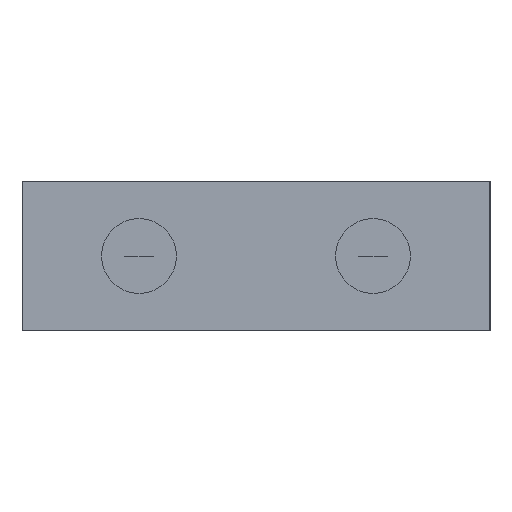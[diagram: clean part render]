
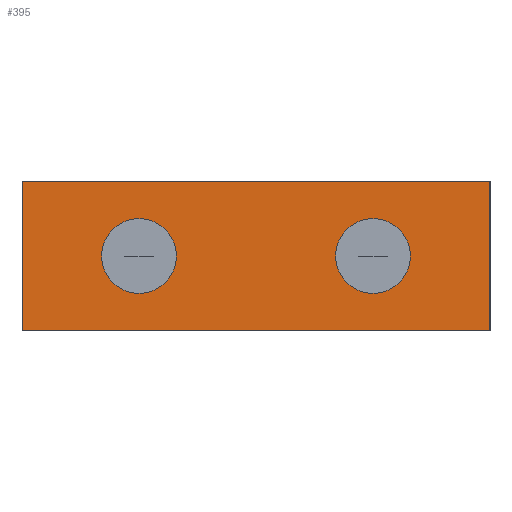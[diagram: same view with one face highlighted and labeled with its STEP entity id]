
A CAD part, left-side view. The second image highlights one B-rep face of the part: STEP entity #395.
In plain terms, the highlighted planar face has unit normal (-1, 0, 0).
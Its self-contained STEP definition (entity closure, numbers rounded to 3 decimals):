
#21=FACE_BOUND('',#100,.T.);
#22=FACE_BOUND('',#101,.T.);
#41=PLANE('',#459);
#67=FACE_OUTER_BOUND('',#99,.T.);
#99=EDGE_LOOP('',(#335,#336,#337,#338));
#100=EDGE_LOOP('',(#339));
#101=EDGE_LOOP('',(#340));
#131=LINE('',#684,#155);
#132=LINE('',#687,#156);
#133=LINE('',#689,#157);
#134=LINE('',#690,#158);
#155=VECTOR('',#575,10.);
#156=VECTOR('',#578,10.);
#157=VECTOR('',#579,10.);
#158=VECTOR('',#580,10.);
#165=CIRCLE('',#422,4.);
#167=CIRCLE('',#426,4.);
#189=VERTEX_POINT('',#605);
#191=VERTEX_POINT('',#612);
#213=VERTEX_POINT('',#680);
#214=VERTEX_POINT('',#682);
#215=VERTEX_POINT('',#686);
#216=VERTEX_POINT('',#688);
#223=EDGE_CURVE('',#189,#189,#165,.T.);
#226=EDGE_CURVE('',#191,#191,#167,.T.);
#259=EDGE_CURVE('',#213,#214,#131,.T.);
#260=EDGE_CURVE('',#213,#215,#132,.T.);
#261=EDGE_CURVE('',#216,#214,#133,.T.);
#262=EDGE_CURVE('',#215,#216,#134,.T.);
#335=ORIENTED_EDGE('',*,*,#260,.F.);
#336=ORIENTED_EDGE('',*,*,#259,.T.);
#337=ORIENTED_EDGE('',*,*,#261,.F.);
#338=ORIENTED_EDGE('',*,*,#262,.F.);
#339=ORIENTED_EDGE('',*,*,#223,.T.);
#340=ORIENTED_EDGE('',*,*,#226,.T.);
#395=ADVANCED_FACE('',(#67,#21,#22),#41,.T.);
#422=AXIS2_PLACEMENT_3D('',#606,#485,#486);
#426=AXIS2_PLACEMENT_3D('',#613,#494,#495);
#459=AXIS2_PLACEMENT_3D('',#685,#576,#577);
#485=DIRECTION('center_axis',(1.,0.,0.));
#486=DIRECTION('ref_axis',(0.,-1.,0.));
#494=DIRECTION('center_axis',(1.,0.,0.));
#495=DIRECTION('ref_axis',(0.,-1.,0.));
#575=DIRECTION('',(0.,0.,1.));
#576=DIRECTION('center_axis',(-1.,0.,0.));
#577=DIRECTION('ref_axis',(0.,-1.,0.));
#578=DIRECTION('',(0.,1.,0.));
#579=DIRECTION('',(0.,-1.,0.));
#580=DIRECTION('',(0.,0.,1.));
#605=CARTESIAN_POINT('',(-465.,16.5,8.));
#606=CARTESIAN_POINT('Origin',(-465.,12.5,8.));
#612=CARTESIAN_POINT('',(-465.,-8.5,8.));
#613=CARTESIAN_POINT('Origin',(-465.,-12.5,8.));
#680=CARTESIAN_POINT('',(-465.,-25.,0.));
#682=CARTESIAN_POINT('',(-465.,-25.,16.));
#684=CARTESIAN_POINT('',(-465.,-25.,0.));
#685=CARTESIAN_POINT('Origin',(-465.,25.,0.));
#686=CARTESIAN_POINT('',(-465.,25.,0.));
#687=CARTESIAN_POINT('',(-465.,-25.,0.));
#688=CARTESIAN_POINT('',(-465.,25.,16.));
#689=CARTESIAN_POINT('',(-465.,-25.,16.));
#690=CARTESIAN_POINT('',(-465.,25.,0.));
